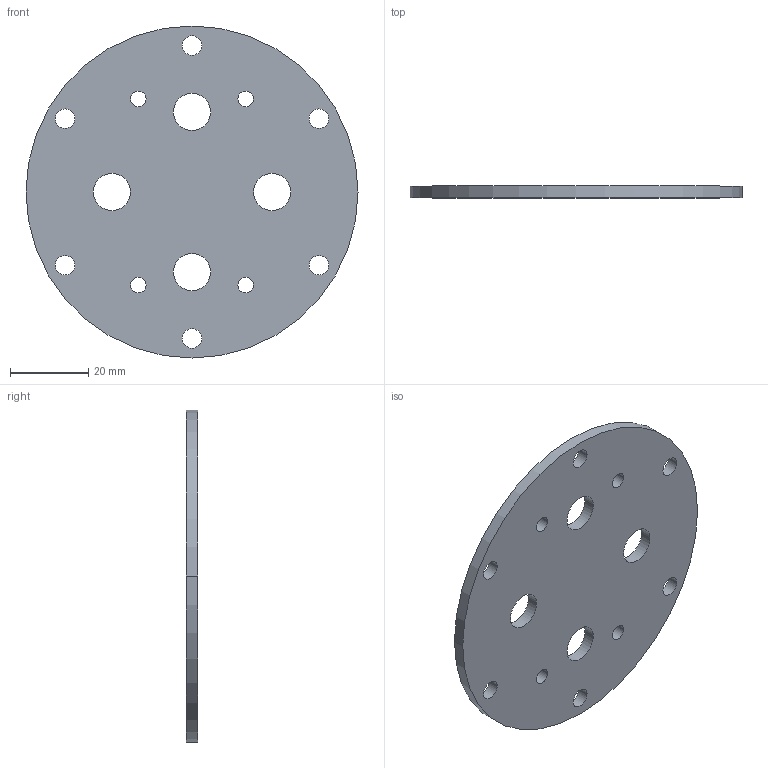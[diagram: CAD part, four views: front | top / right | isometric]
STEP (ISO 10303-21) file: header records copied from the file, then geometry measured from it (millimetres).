
FILE_DESCRIPTION((''),'2;1');
FILE_NAME('OBMP-SAR-P3-1252','2023-10-10T19:26:53',('ccha425'),('Department of Mechanical Engineering, The University of Auckland'),'CREO PARAMETRIC BY PTC INC, 2017260','CREO PARAMETRIC BY PTC INC, 2017260','');
FILE_SCHEMA(('CONFIG_CONTROL_DESIGN'));
Length unit declared in the file: millimetre
Products named in the file (1): OBMP-SAR-P3-1252
Bounding box: 85 x 3 x 85 mm (x, y, z)
Volume: 15668.7 mm3; surface area: 12038.6 mm2
Topology: 1 solids, 1 shells, 32 faces, 90 edges, 60 vertices
Faces by surface type: cylinder 30, plane 2
Entity records: 1168 total; most frequent: DIRECTION 214, CARTESIAN_POINT 182, ORIENTED_EDGE 180, AXIS2_PLACEMENT_3D 92, EDGE_CURVE 90, VERTEX_POINT 60, EDGE_LOOP 60, CIRCLE 60
